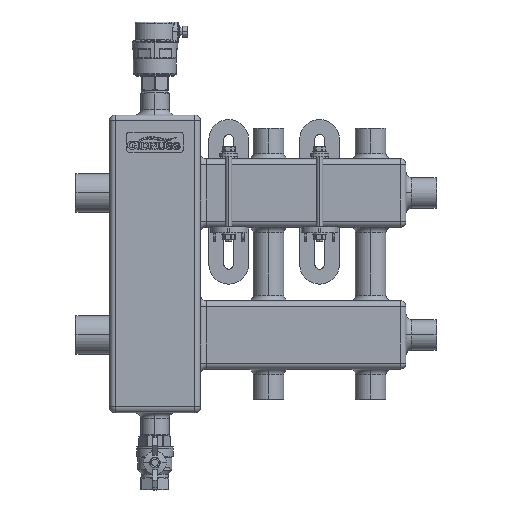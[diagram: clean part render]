
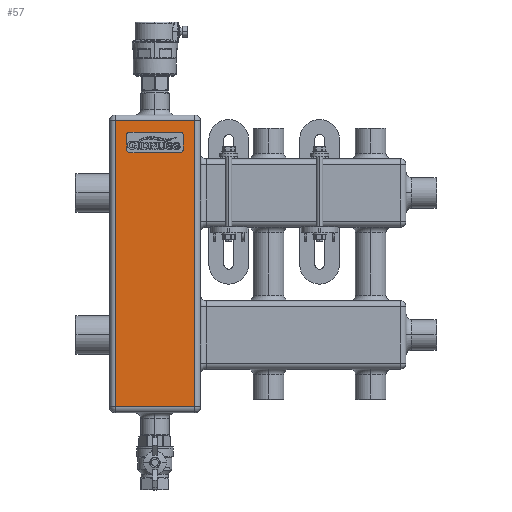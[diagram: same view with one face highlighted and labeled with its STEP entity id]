
A CAD part, top view. The second image highlights one B-rep face of the part: STEP entity #57.
In plain terms, the highlighted planar face has unit normal (0, 0, 1).
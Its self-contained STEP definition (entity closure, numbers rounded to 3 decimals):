
#57 = ADVANCED_FACE ( 'NONE', ( #3690, #19090 ), #14459, .F. ) ;
#204 = CARTESIAN_POINT ( 'NONE',  ( -35., 126., 40. ) ) ;
#231 = CARTESIAN_POINT ( 'NONE',  ( -25., 101., 40. ) ) ;
#329 = AXIS2_PLACEMENT_3D ( 'NONE', #26985, #23166, #19025 ) ;
#517 = AXIS2_PLACEMENT_3D ( 'NONE', #32905, #21430, #48461 ) ;
#756 = CARTESIAN_POINT ( 'NONE',  ( 25., 101., 40. ) ) ;
#925 = EDGE_CURVE ( 'NONE', #27796, #26730, #26146, .T. ) ;
#1077 = DIRECTION ( 'NONE',  ( 0., 1., 0. ) ) ;
#1106 = ORIENTED_EDGE ( 'NONE', *, *, #925, .T. ) ;
#1352 = DIRECTION ( 'NONE',  ( 0., -1., 0. ) ) ;
#1621 = VERTEX_POINT ( 'NONE', #45051 ) ;
#2168 = CARTESIAN_POINT ( 'NONE',  ( 0., -126., 40. ) ) ;
#2360 = EDGE_CURVE ( 'NONE', #26730, #22737, #20051, .T. ) ;
#2532 = LINE ( 'NONE', #25994, #10300 ) ;
#2593 = EDGE_LOOP ( 'NONE', ( #14936, #39506, #27844, #28338, #44127, #17452, #47479, #25658 ) ) ;
#3119 = DIRECTION ( 'NONE',  ( 1., 0., 0. ) ) ;
#3690 = FACE_OUTER_BOUND ( 'NONE', #9261, .T. ) ;
#4354 = VECTOR ( 'NONE', #29192, 1000. ) ;
#6617 = DIRECTION ( 'NONE',  ( -1., 0., 0. ) ) ;
#6763 = ORIENTED_EDGE ( 'NONE', *, *, #48507, .T. ) ;
#7299 = CIRCLE ( 'NONE', #48029, 3. ) ;
#9258 = CIRCLE ( 'NONE', #21079, 3. ) ;
#9261 = EDGE_LOOP ( 'NONE', ( #6763, #20002, #1106, #41712 ) ) ;
#10300 = VECTOR ( 'NONE', #3119, 1000. ) ;
#12394 = DIRECTION ( 'NONE',  ( -1., 0., 0. ) ) ;
#13490 = LINE ( 'NONE', #40371, #27120 ) ;
#14094 = CARTESIAN_POINT ( 'NONE',  ( 35., 126., 40. ) ) ;
#14407 = EDGE_CURVE ( 'NONE', #1621, #44483, #42110, .T. ) ;
#14459 = PLANE ( 'NONE',  #14775 ) ;
#14775 = AXIS2_PLACEMENT_3D ( 'NONE', #18082, #40945, #14956 ) ;
#14936 = ORIENTED_EDGE ( 'NONE', *, *, #17939, .F. ) ;
#14956 = DIRECTION ( 'NONE',  ( -1., 0., 0. ) ) ;
#15467 = CARTESIAN_POINT ( 'NONE',  ( 22., 116., 40. ) ) ;
#16222 = VERTEX_POINT ( 'NONE', #46802 ) ;
#16338 = DIRECTION ( 'NONE',  ( 0., 0., 1. ) ) ;
#17452 = ORIENTED_EDGE ( 'NONE', *, *, #38649, .F. ) ;
#17939 = EDGE_CURVE ( 'NONE', #19235, #43397, #44687, .T. ) ;
#18070 = CARTESIAN_POINT ( 'NONE',  ( 22., 98., 40. ) ) ;
#18082 = CARTESIAN_POINT ( 'NONE',  ( 0., 0., 40. ) ) ;
#19025 = DIRECTION ( 'NONE',  ( -1., 0., 0. ) ) ;
#19090 = FACE_BOUND ( 'NONE', #2593, .T. ) ;
#19235 = VERTEX_POINT ( 'NONE', #756 ) ;
#19474 = VECTOR ( 'NONE', #6617, 1000. ) ;
#19519 = DIRECTION ( 'NONE',  ( 0., -1., 0. ) ) ;
#20002 = ORIENTED_EDGE ( 'NONE', *, *, #27866, .T. ) ;
#20051 = LINE ( 'NONE', #43716, #19474 ) ;
#21079 = AXIS2_PLACEMENT_3D ( 'NONE', #43349, #32426, #43504 ) ;
#21430 = DIRECTION ( 'NONE',  ( 0., 0., 1. ) ) ;
#22675 = VECTOR ( 'NONE', #1352, 1000. ) ;
#22737 = VERTEX_POINT ( 'NONE', #204 ) ;
#23166 = DIRECTION ( 'NONE',  ( 0., 0., 1. ) ) ;
#23348 = DIRECTION ( 'NONE',  ( 0., 1., 0. ) ) ;
#23619 = CARTESIAN_POINT ( 'NONE',  ( -22., 101., 40. ) ) ;
#23759 = CARTESIAN_POINT ( 'NONE',  ( -35., 0., 40. ) ) ;
#23860 = LINE ( 'NONE', #23759, #22675 ) ;
#24422 = CARTESIAN_POINT ( 'NONE',  ( 35., 0., 40. ) ) ;
#25373 = VERTEX_POINT ( 'NONE', #15467 ) ;
#25658 = ORIENTED_EDGE ( 'NONE', *, *, #45145, .F. ) ;
#25994 = CARTESIAN_POINT ( 'NONE',  ( 0., 98., 40. ) ) ;
#26146 = LINE ( 'NONE', #24422, #43333 ) ;
#26730 = VERTEX_POINT ( 'NONE', #14094 ) ;
#26985 = CARTESIAN_POINT ( 'NONE',  ( 22., 101., 40. ) ) ;
#27120 = VECTOR ( 'NONE', #32933, 1000. ) ;
#27456 = VERTEX_POINT ( 'NONE', #48812 ) ;
#27648 = CARTESIAN_POINT ( 'NONE',  ( 25., 0., 40. ) ) ;
#27796 = VERTEX_POINT ( 'NONE', #31864 ) ;
#27844 = ORIENTED_EDGE ( 'NONE', *, *, #39830, .F. ) ;
#27866 = EDGE_CURVE ( 'NONE', #35595, #27796, #36345, .T. ) ;
#28238 = CIRCLE ( 'NONE', #329, 3. ) ;
#28338 = ORIENTED_EDGE ( 'NONE', *, *, #32938, .F. ) ;
#29192 = DIRECTION ( 'NONE',  ( 1., 0., 0. ) ) ;
#31864 = CARTESIAN_POINT ( 'NONE',  ( 35., -126., 40. ) ) ;
#32426 = DIRECTION ( 'NONE',  ( 0., 0., 1. ) ) ;
#32905 = CARTESIAN_POINT ( 'NONE',  ( -22., 113., 40. ) ) ;
#32933 = DIRECTION ( 'NONE',  ( -1., 0., 0. ) ) ;
#32938 = EDGE_CURVE ( 'NONE', #44483, #27456, #7299, .T. ) ;
#35595 = VERTEX_POINT ( 'NONE', #40243 ) ;
#36345 = LINE ( 'NONE', #2168, #4354 ) ;
#36970 = CIRCLE ( 'NONE', #517, 3. ) ;
#37282 = EDGE_CURVE ( 'NONE', #43860, #19235, #28238, .T. ) ;
#38649 = EDGE_CURVE ( 'NONE', #16222, #1621, #36970, .T. ) ;
#39506 = ORIENTED_EDGE ( 'NONE', *, *, #37282, .F. ) ;
#39830 = EDGE_CURVE ( 'NONE', #27456, #43860, #2532, .T. ) ;
#40243 = CARTESIAN_POINT ( 'NONE',  ( -35., -126., 40. ) ) ;
#40371 = CARTESIAN_POINT ( 'NONE',  ( 0., 116., 40. ) ) ;
#40945 = DIRECTION ( 'NONE',  ( 0., 0., -1. ) ) ;
#41712 = ORIENTED_EDGE ( 'NONE', *, *, #2360, .T. ) ;
#42110 = LINE ( 'NONE', #42242, #45624 ) ;
#42242 = CARTESIAN_POINT ( 'NONE',  ( -25., 0., 40. ) ) ;
#43333 = VECTOR ( 'NONE', #1077, 1000. ) ;
#43349 = CARTESIAN_POINT ( 'NONE',  ( 22., 113., 40. ) ) ;
#43397 = VERTEX_POINT ( 'NONE', #48875 ) ;
#43493 = VECTOR ( 'NONE', #23348, 1000. ) ;
#43504 = DIRECTION ( 'NONE',  ( -1., 0., 0. ) ) ;
#43716 = CARTESIAN_POINT ( 'NONE',  ( 0., 126., 40. ) ) ;
#43860 = VERTEX_POINT ( 'NONE', #18070 ) ;
#44127 = ORIENTED_EDGE ( 'NONE', *, *, #14407, .F. ) ;
#44465 = EDGE_CURVE ( 'NONE', #25373, #16222, #13490, .T. ) ;
#44483 = VERTEX_POINT ( 'NONE', #231 ) ;
#44687 = LINE ( 'NONE', #27648, #43493 ) ;
#45051 = CARTESIAN_POINT ( 'NONE',  ( -25., 113., 40. ) ) ;
#45145 = EDGE_CURVE ( 'NONE', #43397, #25373, #9258, .T. ) ;
#45624 = VECTOR ( 'NONE', #19519, 1000. ) ;
#46802 = CARTESIAN_POINT ( 'NONE',  ( -22., 116., 40. ) ) ;
#47479 = ORIENTED_EDGE ( 'NONE', *, *, #44465, .F. ) ;
#48029 = AXIS2_PLACEMENT_3D ( 'NONE', #23619, #16338, #12394 ) ;
#48461 = DIRECTION ( 'NONE',  ( -1., 0., 0. ) ) ;
#48507 = EDGE_CURVE ( 'NONE', #22737, #35595, #23860, .T. ) ;
#48812 = CARTESIAN_POINT ( 'NONE',  ( -22., 98., 40. ) ) ;
#48875 = CARTESIAN_POINT ( 'NONE',  ( 25., 113., 40. ) ) ;
